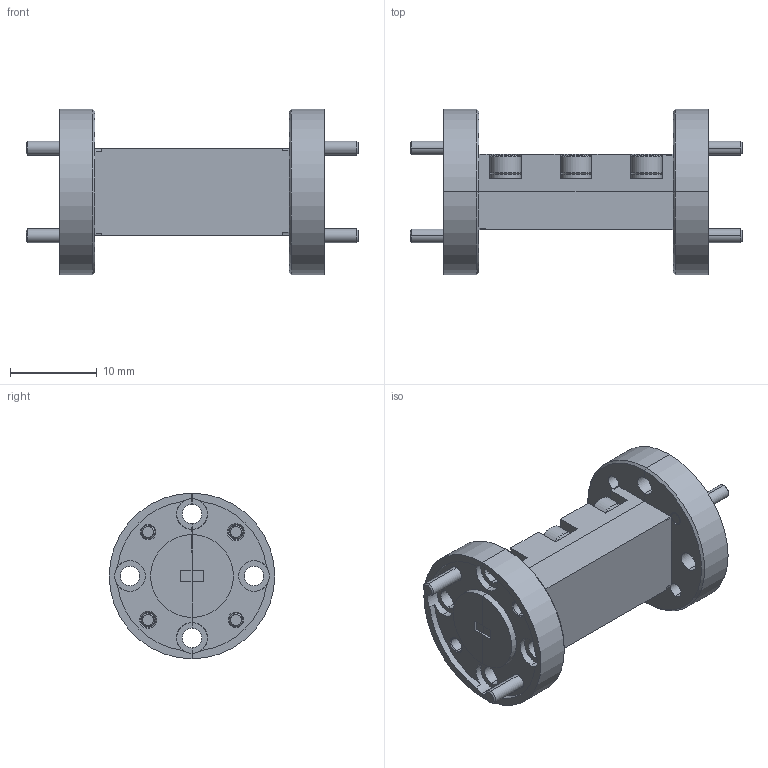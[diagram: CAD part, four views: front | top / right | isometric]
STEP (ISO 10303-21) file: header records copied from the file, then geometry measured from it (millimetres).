
FILE_DESCRIPTION (( 'STEP AP203' ), '1' );
FILE_NAME ('WF-BW-A.STEP', '2021-10-29T22:46:58', ( '' ), ( '' ), 'SwSTEP 2.0', 'SolidWorks 2021', '' );
FILE_SCHEMA (( 'CONFIG_CONTROL_DESIGN' ));
Length unit declared in the file: inch
Products named in the file (1): WF-BW-A
Bounding box: 38.23 x 19.05 x 19.05 mm (x, y, z)
Volume: 3715 mm3; surface area: 4700.5 mm2
Topology: 22 solids, 22 shells, 767 faces, 1976 edges, 1244 vertices
Faces by surface type: cylinder 406, plane 183, cone 166, bspline 12
Entity records: 29489 total; most frequent: CARTESIAN_POINT 12168, ORIENTED_EDGE 3896, DIRECTION 3374, EDGE_CURVE 1948, AXIS2_PLACEMENT_3D 1256, VERTEX_POINT 1244, LINE 862, VECTOR 862
